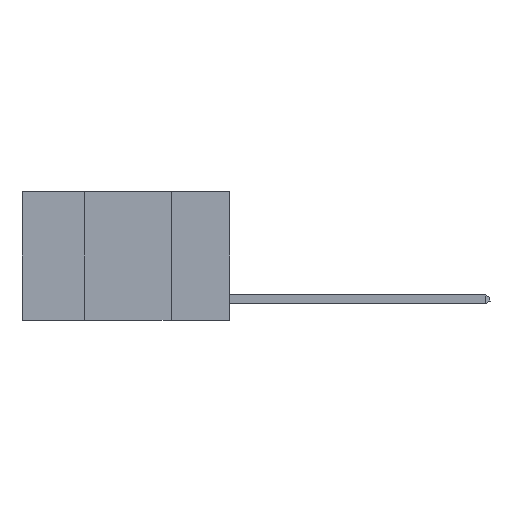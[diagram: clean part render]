
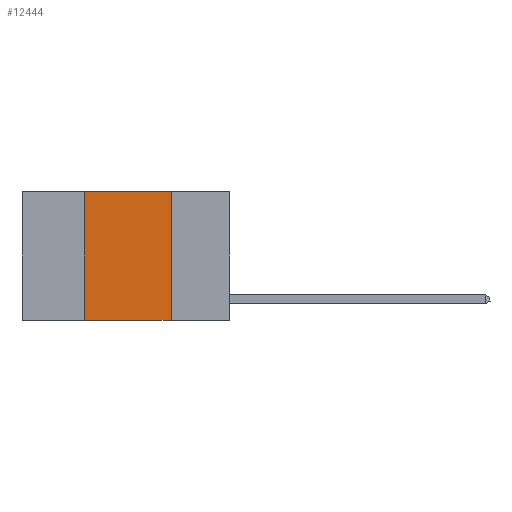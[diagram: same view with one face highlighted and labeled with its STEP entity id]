
A CAD part, left-side view. The second image highlights one B-rep face of the part: STEP entity #12444.
In plain terms, the highlighted planar face has unit normal (-1, 0, 0).
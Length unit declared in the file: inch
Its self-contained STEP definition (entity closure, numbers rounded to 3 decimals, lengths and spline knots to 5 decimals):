
#181 = DIRECTION ( 'NONE',  ( 1., 0., 0. ) ) ;
#2652 = VECTOR ( 'NONE', #21370, 39.37008 ) ;
#4303 = VERTEX_POINT ( 'NONE', #10984 ) ;
#4494 = EDGE_CURVE ( 'NONE', #16458, #29681, #14817, .T. ) ;
#5052 = DIRECTION ( 'NONE',  ( 0., -1., 0. ) ) ;
#5108 = ORIENTED_EDGE ( 'NONE', *, *, #14735, .F. ) ;
#5354 = CARTESIAN_POINT ( 'NONE',  ( 0., 0.17, -0.37 ) ) ;
#6120 = LINE ( 'NONE', #17007, #6842 ) ;
#6842 = VECTOR ( 'NONE', #10146, 39.37008 ) ;
#7104 = CARTESIAN_POINT ( 'NONE',  ( 0., 0.6, 0. ) ) ;
#7507 = CARTESIAN_POINT ( 'NONE',  ( 0., 0.17, 0. ) ) ;
#8673 = ORIENTED_EDGE ( 'NONE', *, *, #4494, .T. ) ;
#10146 = DIRECTION ( 'NONE',  ( 0., 0., -1. ) ) ;
#10984 = CARTESIAN_POINT ( 'NONE',  ( 0., 0.42, 0. ) ) ;
#12444 = ADVANCED_FACE ( 'NONE', ( #26477 ), #18551, .F. ) ;
#13351 = ORIENTED_EDGE ( 'NONE', *, *, #29631, .F. ) ;
#14104 = VECTOR ( 'NONE', #18413, 39.37008 ) ;
#14735 = EDGE_CURVE ( 'NONE', #4303, #27142, #17040, .T. ) ;
#14817 = LINE ( 'NONE', #27639, #14104 ) ;
#16344 = DIRECTION ( 'NONE',  ( 0., 0., -1. ) ) ;
#16458 = VERTEX_POINT ( 'NONE', #27607 ) ;
#16522 = AXIS2_PLACEMENT_3D ( 'NONE', #7104, #181, #16344 ) ;
#17007 = CARTESIAN_POINT ( 'NONE',  ( 0., 0.17, 0. ) ) ;
#17040 = LINE ( 'NONE', #18782, #23213 ) ;
#18413 = DIRECTION ( 'NONE',  ( 0., -1., 0. ) ) ;
#18551 = PLANE ( 'NONE',  #16522 ) ;
#18782 = CARTESIAN_POINT ( 'NONE',  ( 0., 0.6, 0. ) ) ;
#19000 = CARTESIAN_POINT ( 'NONE',  ( 0., 0.42, 0. ) ) ;
#19298 = EDGE_CURVE ( 'NONE', #27142, #29681, #6120, .T. ) ;
#21047 = LINE ( 'NONE', #19000, #2652 ) ;
#21370 = DIRECTION ( 'NONE',  ( 0., 0., 1. ) ) ;
#22348 = EDGE_LOOP ( 'NONE', ( #22759, #5108, #13351, #8673 ) ) ;
#22759 = ORIENTED_EDGE ( 'NONE', *, *, #19298, .F. ) ;
#23213 = VECTOR ( 'NONE', #5052, 39.37008 ) ;
#26477 = FACE_OUTER_BOUND ( 'NONE', #22348, .T. ) ;
#27142 = VERTEX_POINT ( 'NONE', #7507 ) ;
#27607 = CARTESIAN_POINT ( 'NONE',  ( 0., 0.42, -0.37 ) ) ;
#27639 = CARTESIAN_POINT ( 'NONE',  ( 0., 0.6, -0.37 ) ) ;
#29631 = EDGE_CURVE ( 'NONE', #16458, #4303, #21047, .T. ) ;
#29681 = VERTEX_POINT ( 'NONE', #5354 ) ;
